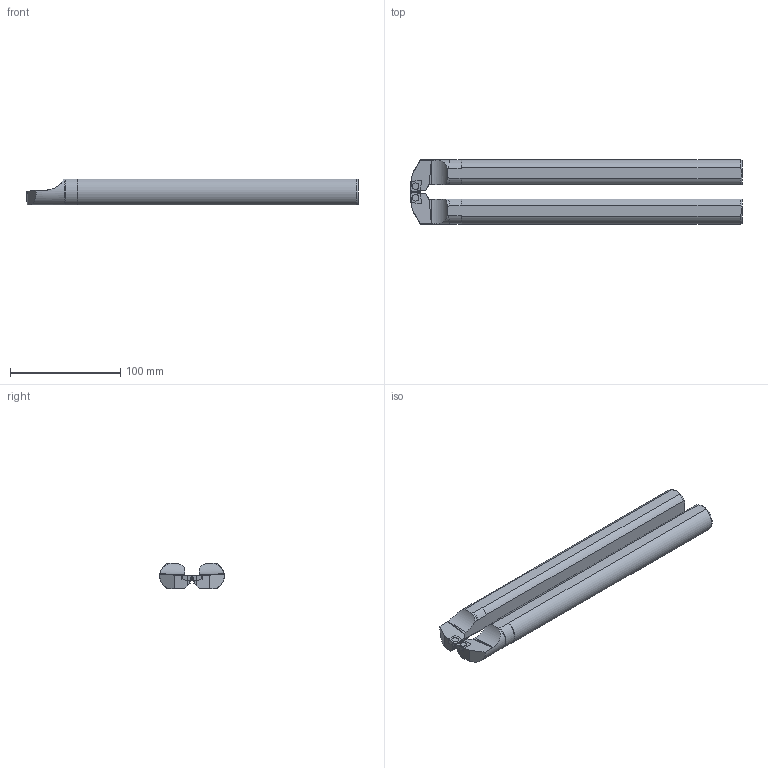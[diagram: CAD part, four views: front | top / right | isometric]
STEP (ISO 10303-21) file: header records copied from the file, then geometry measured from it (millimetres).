
FILE_DESCRIPTION(/* description */ (''),/* implementation_level */ '2;1');
FILE_NAME(/* name */ 'S25TSCLCR09_SIM.stp',/* time_stamp */ '2024-02-17T10:05:33+01:00',/* author */ (''),/* organization */ (''),/* preprocessor_version */ 'ST-DEVELOPER v18.102',/* originating_system */ 'SIEMENS PLM Software NX 2027',/* authorisation */ '');
FILE_SCHEMA (('AUTOMOTIVE_DESIGN { 1 0 10303 214 3 1 1 1 }'));
Length unit declared in the file: millimetre
Products named in the file (1): model1
Bounding box: 301.79 x 58.92 x 23.01 mm (x, y, z)
Volume: 264701.4 mm3; surface area: 47891.4 mm2
Topology: 4 solids, 4 shells, 96 faces, 262 edges, 174 vertices
Faces by surface type: plane 36, cone 26, cylinder 24, torus 10
Full cylindrical faces by diameter (mm): 4.4 x2, 6 x2
Entity records: 3232 total; most frequent: CARTESIAN_POINT 825, ORIENTED_EDGE 508, DIRECTION 468, EDGE_CURVE 254, AXIS2_PLACEMENT_3D 179, VERTEX_POINT 172, LINE 110, VECTOR 110
